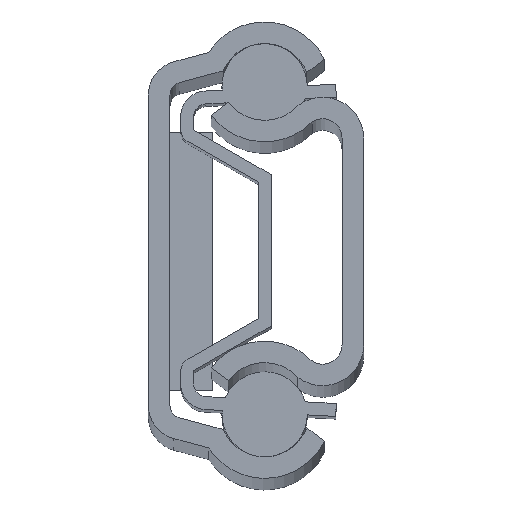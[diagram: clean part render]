
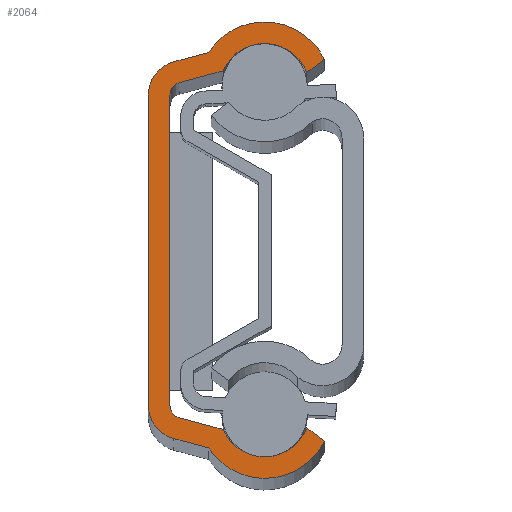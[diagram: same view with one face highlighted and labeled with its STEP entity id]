
A CAD part, top view. The second image highlights one B-rep face of the part: STEP entity #2064.
In plain terms, the highlighted planar face has unit normal (0, 0, 1).
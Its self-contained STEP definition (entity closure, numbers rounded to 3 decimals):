
#22 = ORIENTED_EDGE ( 'NONE', *, *, #468, .T. ) ;
#103 = CARTESIAN_POINT ( 'NONE',  ( 1.735, -4.164, 77.5 ) ) ;
#106 = LINE ( 'NONE', #3051, #594 ) ;
#112 = CARTESIAN_POINT ( 'NONE',  ( 1.399, 4.592, 77.5 ) ) ;
#131 = CARTESIAN_POINT ( 'NONE',  ( 0.8, -3.603, 77.5 ) ) ;
#170 = DIRECTION ( 'NONE',  ( 0., 0., 1. ) ) ;
#180 = CARTESIAN_POINT ( 'NONE',  ( 4.09, 4.436, 77.5 ) ) ;
#200 = CIRCLE ( 'NONE', #3109, 1.05 ) ;
#218 = CARTESIAN_POINT ( 'NONE',  ( 4.09, -4.436, 77.5 ) ) ;
#221 = VERTEX_POINT ( 'NONE', #103 ) ;
#267 = CARTESIAN_POINT ( 'NONE',  ( 0.722, -3.893, 77.5 ) ) ;
#283 = DIRECTION ( 'NONE',  ( 0., 0., 1. ) ) ;
#286 = DIRECTION ( 'NONE',  ( 1., 0., 0. ) ) ;
#373 = VERTEX_POINT ( 'NONE', #1766 ) ;
#394 = CARTESIAN_POINT ( 'NONE',  ( 2.7, -3.75, 77.5 ) ) ;
#468 = EDGE_CURVE ( 'NONE', #1673, #2365, #2993, .T. ) ;
#519 = CIRCLE ( 'NONE', #2792, 0.8 ) ;
#536 = LINE ( 'NONE', #112, #1020 ) ;
#575 = CIRCLE ( 'NONE', #908, 1.55 ) ;
#594 = VECTOR ( 'NONE', #2625, 1000. ) ;
#596 = CARTESIAN_POINT ( 'NONE',  ( 0.8, -3.603, 77.5 ) ) ;
#609 = CARTESIAN_POINT ( 'NONE',  ( 2.7, 3.75, 77.5 ) ) ;
#689 = EDGE_CURVE ( 'NONE', #373, #2732, #2722, .T. ) ;
#710 = CARTESIAN_POINT ( 'NONE',  ( 2.7, -3.75, 77.5 ) ) ;
#712 = DIRECTION ( 'NONE',  ( 0., 0., -1. ) ) ;
#908 = AXIS2_PLACEMENT_3D ( 'NONE', #976, #3481, #3057 ) ;
#953 = DIRECTION ( 'NONE',  ( 0.966, 0.259, 0. ) ) ;
#976 = CARTESIAN_POINT ( 'NONE',  ( 2.7, 3.75, 77.5 ) ) ;
#977 = DIRECTION ( 'NONE',  ( 0., 1., 0. ) ) ;
#985 = ORIENTED_EDGE ( 'NONE', *, *, #1009, .T. ) ;
#1002 = CARTESIAN_POINT ( 'NONE',  ( 4.09, 4.436, 77.5 ) ) ;
#1009 = EDGE_CURVE ( 'NONE', #2732, #2877, #519, .T. ) ;
#1020 = VECTOR ( 'NONE', #3920, 1000. ) ;
#1060 = VECTOR ( 'NONE', #2310, 1000. ) ;
#1066 = EDGE_CURVE ( 'NONE', #2365, #221, #200, .T. ) ;
#1098 = ORIENTED_EDGE ( 'NONE', *, *, #2427, .T. ) ;
#1149 = VERTEX_POINT ( 'NONE', #4129 ) ;
#1150 = CARTESIAN_POINT ( 'NONE',  ( 0.8, 3.603, 77.5 ) ) ;
#1180 = CARTESIAN_POINT ( 'NONE',  ( 1.735, 4.164, 77.5 ) ) ;
#1193 = ORIENTED_EDGE ( 'NONE', *, *, #3995, .T. ) ;
#1361 = ORIENTED_EDGE ( 'NONE', *, *, #3747, .T. ) ;
#1387 = CARTESIAN_POINT ( 'NONE',  ( 1.735, 4.164, 77.5 ) ) ;
#1408 = CARTESIAN_POINT ( 'NONE',  ( 1.399, 4.592, 77.5 ) ) ;
#1414 = CARTESIAN_POINT ( 'NONE',  ( 0.5, -3.603, 77.5 ) ) ;
#1456 = ORIENTED_EDGE ( 'NONE', *, *, #689, .T. ) ;
#1493 = VECTOR ( 'NONE', #3988, 1000. ) ;
#1532 = VERTEX_POINT ( 'NONE', #2372 ) ;
#1543 = CIRCLE ( 'NONE', #1664, 0.3 ) ;
#1556 = ORIENTED_EDGE ( 'NONE', *, *, #2913, .T. ) ;
#1564 = ORIENTED_EDGE ( 'NONE', *, *, #1066, .T. ) ;
#1664 = AXIS2_PLACEMENT_3D ( 'NONE', #1150, #712, #286 ) ;
#1673 = VERTEX_POINT ( 'NONE', #218 ) ;
#1766 = CARTESIAN_POINT ( 'NONE',  ( 0., 3.603, 77.5 ) ) ;
#1774 = CARTESIAN_POINT ( 'NONE',  ( 0., -3.603, 77.5 ) ) ;
#1833 = LINE ( 'NONE', #1387, #3408 ) ;
#1844 = DIRECTION ( 'NONE',  ( 0., -1., 0. ) ) ;
#1853 = VERTEX_POINT ( 'NONE', #267 ) ;
#1854 = CARTESIAN_POINT ( 'NONE',  ( 0.5, -3.603, 77.5 ) ) ;
#1858 = LINE ( 'NONE', #1414, #2053 ) ;
#1873 = ORIENTED_EDGE ( 'NONE', *, *, #2560, .T. ) ;
#1929 = LINE ( 'NONE', #180, #1493 ) ;
#1931 = CARTESIAN_POINT ( 'NONE',  ( 3.68, 4.127, 77.5 ) ) ;
#1988 = CARTESIAN_POINT ( 'NONE',  ( 1.399, -4.592, 77.5 ) ) ;
#2046 = AXIS2_PLACEMENT_3D ( 'NONE', #710, #283, #4093 ) ;
#2053 = VECTOR ( 'NONE', #977, 1000. ) ;
#2064 = ADVANCED_FACE ( 'NONE', ( #4004 ), #2710, .F. ) ;
#2073 = EDGE_LOOP ( 'NONE', ( #3008, #1556, #3536, #3130, #1873, #1456, #985, #3403, #1361, #22, #1564, #1193, #2976, #3806, #1098, #3303 ) ) ;
#2116 = EDGE_CURVE ( 'NONE', #2609, #1532, #1858, .T. ) ;
#2123 = DIRECTION ( 'NONE',  ( -0.799, 0.602, 0. ) ) ;
#2168 = DIRECTION ( 'NONE',  ( -1., 0., 0. ) ) ;
#2185 = VECTOR ( 'NONE', #1844, 1000. ) ;
#2215 = CIRCLE ( 'NONE', #2488, 0.3 ) ;
#2256 = VERTEX_POINT ( 'NONE', #1002 ) ;
#2271 = VECTOR ( 'NONE', #2123, 1000. ) ;
#2278 = CARTESIAN_POINT ( 'NONE',  ( 0., -3.603, 77.5 ) ) ;
#2310 = DIRECTION ( 'NONE',  ( 0.966, -0.259, 0. ) ) ;
#2365 = VERTEX_POINT ( 'NONE', #2885 ) ;
#2372 = CARTESIAN_POINT ( 'NONE',  ( 0.5, 3.603, 77.5 ) ) ;
#2427 = EDGE_CURVE ( 'NONE', #1532, #3630, #1543, .T. ) ;
#2488 = AXIS2_PLACEMENT_3D ( 'NONE', #131, #3940, #3504 ) ;
#2560 = EDGE_CURVE ( 'NONE', #1149, #373, #3498, .T. ) ;
#2567 = CARTESIAN_POINT ( 'NONE',  ( 4.09, -4.436, 77.5 ) ) ;
#2575 = CIRCLE ( 'NONE', #4159, 1.05 ) ;
#2603 = VERTEX_POINT ( 'NONE', #1408 ) ;
#2609 = VERTEX_POINT ( 'NONE', #1854 ) ;
#2611 = DIRECTION ( 'NONE',  ( 0., 0., -1. ) ) ;
#2625 = DIRECTION ( 'NONE',  ( -0.966, 0.259, 0. ) ) ;
#2710 = PLANE ( 'NONE',  #3986 ) ;
#2716 = EDGE_CURVE ( 'NONE', #2877, #3605, #3176, .T. ) ;
#2722 = LINE ( 'NONE', #2278, #2185 ) ;
#2732 = VERTEX_POINT ( 'NONE', #1774 ) ;
#2755 = CARTESIAN_POINT ( 'NONE',  ( 1.399, -4.592, 77.5 ) ) ;
#2792 = AXIS2_PLACEMENT_3D ( 'NONE', #596, #170, #3974 ) ;
#2877 = VERTEX_POINT ( 'NONE', #3320 ) ;
#2885 = CARTESIAN_POINT ( 'NONE',  ( 3.68, -4.127, 77.5 ) ) ;
#2913 = EDGE_CURVE ( 'NONE', #3760, #2256, #1929, .T. ) ;
#2947 = EDGE_CURVE ( 'NONE', #1853, #2609, #2215, .T. ) ;
#2976 = ORIENTED_EDGE ( 'NONE', *, *, #2947, .T. ) ;
#2993 = LINE ( 'NONE', #2567, #2271 ) ;
#3008 = ORIENTED_EDGE ( 'NONE', *, *, #3823, .T. ) ;
#3025 = VERTEX_POINT ( 'NONE', #1180 ) ;
#3034 = CARTESIAN_POINT ( 'NONE',  ( 2.7, 3.75, 77.5 ) ) ;
#3051 = CARTESIAN_POINT ( 'NONE',  ( 1.735, -4.164, 77.5 ) ) ;
#3057 = DIRECTION ( 'NONE',  ( 1., 0., 0. ) ) ;
#3109 = AXIS2_PLACEMENT_3D ( 'NONE', #394, #4212, #3780 ) ;
#3130 = ORIENTED_EDGE ( 'NONE', *, *, #3528, .T. ) ;
#3176 = LINE ( 'NONE', #2755, #1060 ) ;
#3252 = DIRECTION ( 'NONE',  ( 1., 0., 0. ) ) ;
#3303 = ORIENTED_EDGE ( 'NONE', *, *, #3387, .T. ) ;
#3320 = CARTESIAN_POINT ( 'NONE',  ( 0.593, -4.376, 77.5 ) ) ;
#3344 = AXIS2_PLACEMENT_3D ( 'NONE', #4119, #3686, #3252 ) ;
#3387 = EDGE_CURVE ( 'NONE', #3630, #3025, #1833, .T. ) ;
#3403 = ORIENTED_EDGE ( 'NONE', *, *, #2716, .T. ) ;
#3408 = VECTOR ( 'NONE', #953, 1000. ) ;
#3481 = DIRECTION ( 'NONE',  ( 0., 0., 1. ) ) ;
#3498 = CIRCLE ( 'NONE', #3344, 0.8 ) ;
#3504 = DIRECTION ( 'NONE',  ( -1., 0., 0. ) ) ;
#3528 = EDGE_CURVE ( 'NONE', #2603, #1149, #536, .T. ) ;
#3535 = CIRCLE ( 'NONE', #2046, 1.55 ) ;
#3536 = ORIENTED_EDGE ( 'NONE', *, *, #3539, .T. ) ;
#3539 = EDGE_CURVE ( 'NONE', #2256, #2603, #575, .T. ) ;
#3560 = DIRECTION ( 'NONE',  ( -1., 0., 0. ) ) ;
#3605 = VERTEX_POINT ( 'NONE', #1988 ) ;
#3630 = VERTEX_POINT ( 'NONE', #4044 ) ;
#3686 = DIRECTION ( 'NONE',  ( 0., 0., 1. ) ) ;
#3747 = EDGE_CURVE ( 'NONE', #3605, #1673, #3535, .T. ) ;
#3760 = VERTEX_POINT ( 'NONE', #1931 ) ;
#3780 = DIRECTION ( 'NONE',  ( 1., 0., 0. ) ) ;
#3806 = ORIENTED_EDGE ( 'NONE', *, *, #2116, .T. ) ;
#3823 = EDGE_CURVE ( 'NONE', #3025, #3760, #2575, .T. ) ;
#3920 = DIRECTION ( 'NONE',  ( -0.966, -0.259, 0. ) ) ;
#3940 = DIRECTION ( 'NONE',  ( 0., 0., -1. ) ) ;
#3974 = DIRECTION ( 'NONE',  ( -1., 0., 0. ) ) ;
#3986 = AXIS2_PLACEMENT_3D ( 'NONE', #3034, #2611, #2168 ) ;
#3988 = DIRECTION ( 'NONE',  ( 0.799, 0.602, 0. ) ) ;
#3991 = DIRECTION ( 'NONE',  ( 0., 0., -1. ) ) ;
#3995 = EDGE_CURVE ( 'NONE', #221, #1853, #106, .T. ) ;
#4004 = FACE_OUTER_BOUND ( 'NONE', #2073, .T. ) ;
#4044 = CARTESIAN_POINT ( 'NONE',  ( 0.722, 3.893, 77.5 ) ) ;
#4093 = DIRECTION ( 'NONE',  ( -1., 0., 0. ) ) ;
#4119 = CARTESIAN_POINT ( 'NONE',  ( 0.8, 3.603, 77.5 ) ) ;
#4129 = CARTESIAN_POINT ( 'NONE',  ( 0.593, 4.376, 77.5 ) ) ;
#4159 = AXIS2_PLACEMENT_3D ( 'NONE', #609, #3991, #3560 ) ;
#4212 = DIRECTION ( 'NONE',  ( 0., 0., -1. ) ) ;
